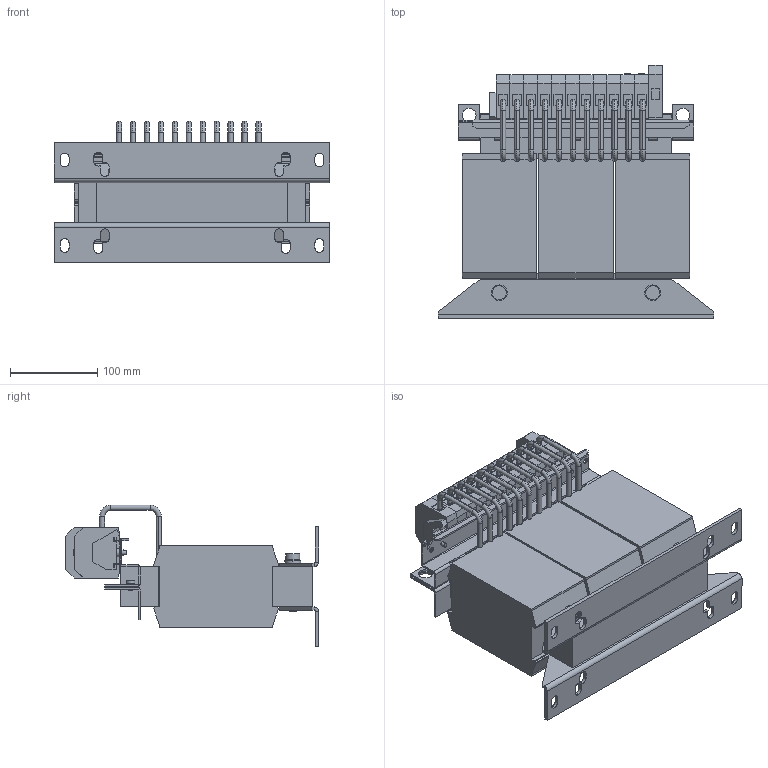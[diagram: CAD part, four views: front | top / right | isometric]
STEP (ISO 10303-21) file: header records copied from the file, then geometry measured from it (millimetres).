
FILE_DESCRIPTION (( 'STEP AP214' ), '1' );
FILE_NAME ('208970.STEP', '2023-08-22T12:33:50', ( '' ), ( '' ), 'SwSTEP 2.0', 'SolidWorks 2018', '' );
FILE_SCHEMA (( 'AUTOMOTIVE_DESIGN' ));
Length unit declared in the file: millimetre
Products named in the file (1): 208970
Bounding box: 316 x 290.3 x 162.6 mm (x, y, z)
Volume: 4959781.3 mm3; surface area: 448442.8 mm2
Topology: 1 solids, 1 shells, 1089 faces, 2706 edges, 1692 vertices
Faces by surface type: plane 726, cylinder 315, torus 48
Entity records: 32083 total; most frequent: CARTESIAN_POINT 5663, DIRECTION 5522, ORIENTED_EDGE 5412, EDGE_CURVE 2706, LINE 1964, VECTOR 1964, AXIS2_PLACEMENT_3D 1779, VERTEX_POINT 1692
